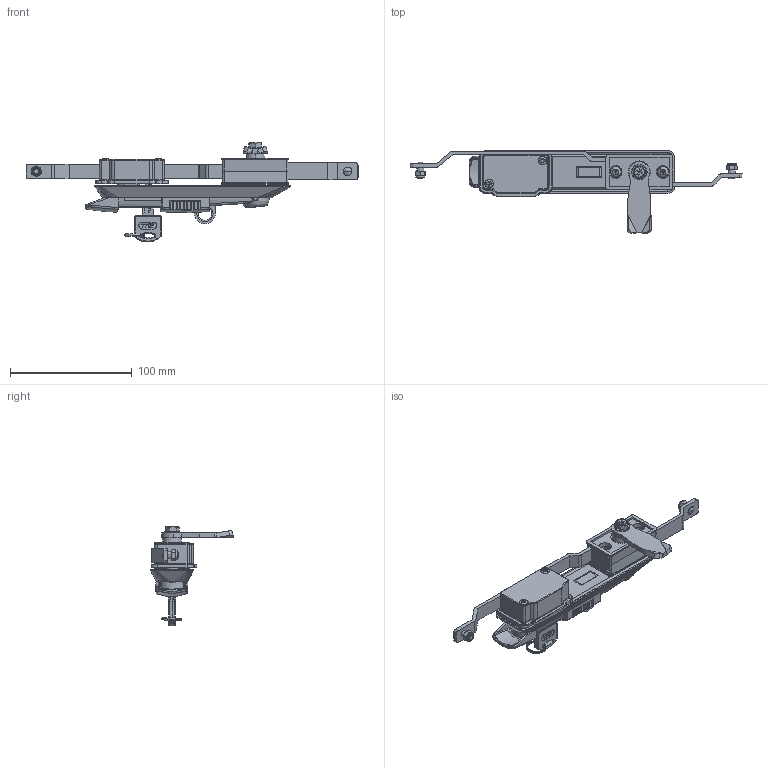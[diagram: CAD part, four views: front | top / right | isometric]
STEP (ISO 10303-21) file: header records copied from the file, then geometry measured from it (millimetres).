
FILE_DESCRIPTION (( 'STEP AP203' ), '1' );
FILE_NAME ('KI64.35.31.60.P.2.V Plastik Barelli.STEP', '2022-08-25T12:27:11', ( '' ), ( '' ), 'SwSTEP 2.0', 'SolidWorks 2021', '' );
FILE_SCHEMA (( 'CONFIG_CONTROL_DESIGN' ));
Length unit declared in the file: millimetre
Products named in the file (1): KI64.35.31.60.P.2.V Plastik Barelli
Bounding box: 273.12 x 67.81 x 82.19 mm (x, y, z)
Surface area: 55042.6 mm2 (no closed solid volume)
Topology: 0 solids, 37 shells, 935 faces, 3244 edges, 2290 vertices
Faces by surface type: plane 394, cylinder 224, bspline 208, torus 52, cone 49, sphere 8
Entity records: 52701 total; most frequent: CARTESIAN_POINT 27937, ORIENTED_EDGE 5363, DIRECTION 4119, EDGE_CURVE 3238, VERTEX_POINT 2290, VECTOR 1389, LINE 1389, AXIS2_PLACEMENT_3D 1365
